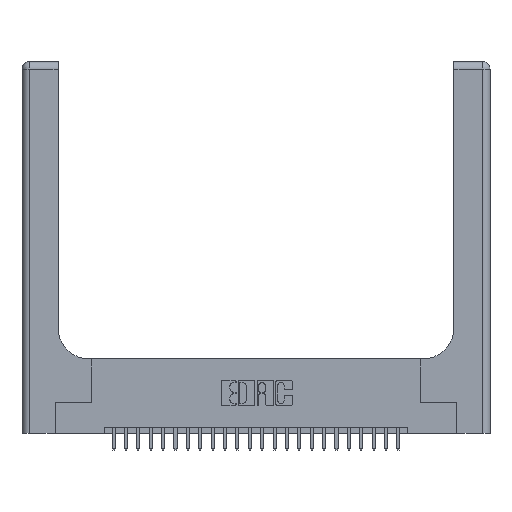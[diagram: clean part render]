
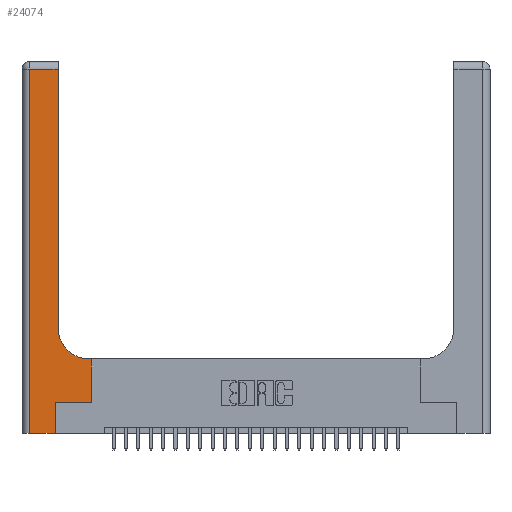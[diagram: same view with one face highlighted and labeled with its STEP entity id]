
A CAD part, top view. The second image highlights one B-rep face of the part: STEP entity #24074.
In plain terms, the highlighted planar face has unit normal (0, 0, 1).
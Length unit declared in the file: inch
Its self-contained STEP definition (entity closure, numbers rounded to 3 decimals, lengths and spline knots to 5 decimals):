
#180 = AXIS2_PLACEMENT_3D ( 'NONE', #6560, #20925, #8693 ) ;
#221 = ORIENTED_EDGE ( 'NONE', *, *, #1051, .T. ) ;
#595 = CARTESIAN_POINT ( 'NONE',  ( 0.269, 0.25, 0.37 ) ) ;
#1051 = EDGE_CURVE ( 'NONE', #8891, #7890, #26312, .T. ) ;
#1378 = EDGE_CURVE ( 'NONE', #1719, #7037, #9886, .T. ) ;
#1719 = VERTEX_POINT ( 'NONE', #17875 ) ;
#2223 = LINE ( 'NONE', #4748, #18071 ) ;
#2702 = ORIENTED_EDGE ( 'NONE', *, *, #1378, .T. ) ;
#3118 = CARTESIAN_POINT ( 'NONE',  ( 0.2915, 0.6, 0.37 ) ) ;
#3227 = ORIENTED_EDGE ( 'NONE', *, *, #13937, .T. ) ;
#3422 = VERTEX_POINT ( 'NONE', #22010 ) ;
#3430 = VERTEX_POINT ( 'NONE', #14050 ) ;
#3451 = VERTEX_POINT ( 'NONE', #3684 ) ;
#3611 = EDGE_CURVE ( 'NONE', #7890, #3422, #21216, .T. ) ;
#3684 = CARTESIAN_POINT ( 'NONE',  ( 0.269, 0., 0.37 ) ) ;
#4748 = CARTESIAN_POINT ( 'NONE',  ( 0.269, 0., 0.37 ) ) ;
#5080 = LINE ( 'NONE', #8743, #16740 ) ;
#5381 = EDGE_CURVE ( 'NONE', #3451, #8891, #2223, .T. ) ;
#5956 = EDGE_CURVE ( 'NONE', #7037, #19125, #5080, .T. ) ;
#6560 = CARTESIAN_POINT ( 'NONE',  ( 0.5415, 0.85, 0.37 ) ) ;
#7037 = VERTEX_POINT ( 'NONE', #19211 ) ;
#7766 = ORIENTED_EDGE ( 'NONE', *, *, #21159, .T. ) ;
#7890 = VERTEX_POINT ( 'NONE', #15119 ) ;
#8051 = CARTESIAN_POINT ( 'NONE',  ( 0., 0., 0.37 ) ) ;
#8286 = DIRECTION ( 'NONE',  ( 0., 1., 0. ) ) ;
#8360 = PLANE ( 'NONE',  #21381 ) ;
#8455 = DIRECTION ( 'NONE',  ( 0., 0., -1. ) ) ;
#8570 = LINE ( 'NONE', #18816, #18869 ) ;
#8693 = DIRECTION ( 'NONE',  ( 1., 0., 0. ) ) ;
#8743 = CARTESIAN_POINT ( 'NONE',  ( 0.2915, 3., 0.37 ) ) ;
#8891 = VERTEX_POINT ( 'NONE', #595 ) ;
#9709 = CARTESIAN_POINT ( 'NONE',  ( 0.269, 0.25, 0.37 ) ) ;
#9886 = CIRCLE ( 'NONE', #180, 0.25 ) ;
#10474 = VECTOR ( 'NONE', #21661, 39.37008 ) ;
#12016 = ORIENTED_EDGE ( 'NONE', *, *, #5956, .T. ) ;
#12511 = CARTESIAN_POINT ( 'NONE',  ( 0.5585, 0.25, 0.37 ) ) ;
#13890 = DIRECTION ( 'NONE',  ( 1., 0., 0. ) ) ;
#13937 = EDGE_CURVE ( 'NONE', #3430, #25337, #15921, .T. ) ;
#14050 = CARTESIAN_POINT ( 'NONE',  ( 0.06, 2.94, 0.37 ) ) ;
#14118 = LINE ( 'NONE', #3118, #24104 ) ;
#14832 = DIRECTION ( 'NONE',  ( -1., 0., 0. ) ) ;
#14921 = DIRECTION ( 'NONE',  ( 0., 1., 0. ) ) ;
#14931 = LINE ( 'NONE', #8051, #19031 ) ;
#15119 = CARTESIAN_POINT ( 'NONE',  ( 0.5585, 0.25, 0.37 ) ) ;
#15699 = VECTOR ( 'NONE', #13890, 39.37008 ) ;
#15921 = LINE ( 'NONE', #17683, #10474 ) ;
#16740 = VECTOR ( 'NONE', #14921, 39.37008 ) ;
#17151 = ORIENTED_EDGE ( 'NONE', *, *, #5381, .T. ) ;
#17437 = ORIENTED_EDGE ( 'NONE', *, *, #18031, .T. ) ;
#17547 = EDGE_CURVE ( 'NONE', #3422, #1719, #14118, .T. ) ;
#17683 = CARTESIAN_POINT ( 'NONE',  ( 0.06, 3., 0.37 ) ) ;
#17875 = CARTESIAN_POINT ( 'NONE',  ( 0.5415, 0.6, 0.37 ) ) ;
#18031 = EDGE_CURVE ( 'NONE', #19125, #3430, #8570, .T. ) ;
#18071 = VECTOR ( 'NONE', #21167, 39.37008 ) ;
#18816 = CARTESIAN_POINT ( 'NONE',  ( 0., 2.94, 0.37 ) ) ;
#18869 = VECTOR ( 'NONE', #14832, 39.37008 ) ;
#19031 = VECTOR ( 'NONE', #24282, 39.37008 ) ;
#19125 = VERTEX_POINT ( 'NONE', #23508 ) ;
#19211 = CARTESIAN_POINT ( 'NONE',  ( 0.2915, 0.85, 0.37 ) ) ;
#19650 = ORIENTED_EDGE ( 'NONE', *, *, #3611, .T. ) ;
#20709 = CARTESIAN_POINT ( 'NONE',  ( 0., 3., 0.37 ) ) ;
#20925 = DIRECTION ( 'NONE',  ( 0., 0., -1. ) ) ;
#21159 = EDGE_CURVE ( 'NONE', #25337, #3451, #14931, .T. ) ;
#21167 = DIRECTION ( 'NONE',  ( 0., 1., 0. ) ) ;
#21216 = LINE ( 'NONE', #12511, #25862 ) ;
#21381 = AXIS2_PLACEMENT_3D ( 'NONE', #20709, #8455, #22669 ) ;
#21566 = DIRECTION ( 'NONE',  ( -1., 0., 0. ) ) ;
#21661 = DIRECTION ( 'NONE',  ( 0., -1., 0. ) ) ;
#21773 = EDGE_LOOP ( 'NONE', ( #12016, #17437, #3227, #7766, #17151, #221, #19650, #25613, #2702 ) ) ;
#22010 = CARTESIAN_POINT ( 'NONE',  ( 0.5585, 0.6, 0.37 ) ) ;
#22669 = DIRECTION ( 'NONE',  ( -1., 0., 0. ) ) ;
#23112 = CARTESIAN_POINT ( 'NONE',  ( 0.06, 0., 0.37 ) ) ;
#23508 = CARTESIAN_POINT ( 'NONE',  ( 0.2915, 2.94, 0.37 ) ) ;
#24074 = ADVANCED_FACE ( 'NONE', ( #24884 ), #8360, .F. ) ;
#24104 = VECTOR ( 'NONE', #21566, 39.37008 ) ;
#24282 = DIRECTION ( 'NONE',  ( 1., 0., 0. ) ) ;
#24884 = FACE_OUTER_BOUND ( 'NONE', #21773, .T. ) ;
#25337 = VERTEX_POINT ( 'NONE', #23112 ) ;
#25613 = ORIENTED_EDGE ( 'NONE', *, *, #17547, .T. ) ;
#25862 = VECTOR ( 'NONE', #8286, 39.37008 ) ;
#26312 = LINE ( 'NONE', #9709, #15699 ) ;
